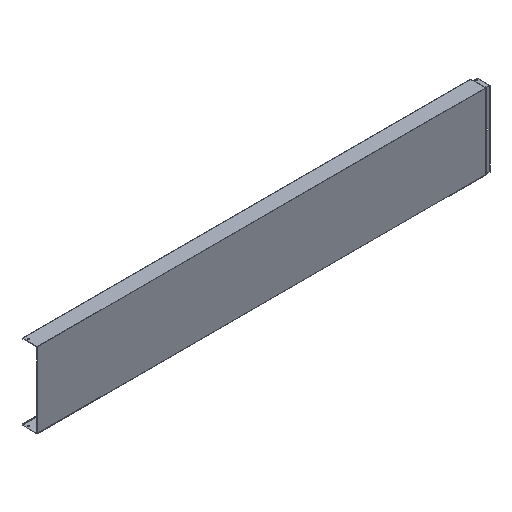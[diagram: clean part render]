
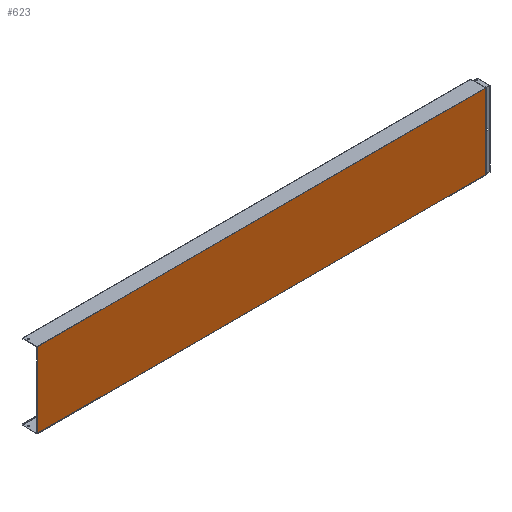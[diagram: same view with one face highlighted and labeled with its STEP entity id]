
A CAD part, isometric view. The second image highlights one B-rep face of the part: STEP entity #623.
In plain terms, the highlighted planar face has unit normal (0, -1, 0).
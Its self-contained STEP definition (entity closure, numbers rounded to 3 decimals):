
#2 = CARTESIAN_POINT ( 'NONE',  ( -2970., 0., -250. ) ) ;
#74 = LINE ( 'NONE', #551, #1355 ) ;
#77 = CARTESIAN_POINT ( 'NONE',  ( 2.857, 0., -250. ) ) ;
#159 = DIRECTION ( 'NONE',  ( 0., 0., -1. ) ) ;
#284 = AXIS2_PLACEMENT_3D ( 'NONE', #637, #1553, #801 ) ;
#285 = CARTESIAN_POINT ( 'NONE',  ( 2.857, 0., -250. ) ) ;
#307 = EDGE_LOOP ( 'NONE', ( #378, #1123, #1714, #1135 ) ) ;
#352 = VERTEX_POINT ( 'NONE', #77 ) ;
#378 = ORIENTED_EDGE ( 'NONE', *, *, #430, .F. ) ;
#392 = VERTEX_POINT ( 'NONE', #1599 ) ;
#430 = EDGE_CURVE ( 'NONE', #352, #1393, #74, .T. ) ;
#473 = FACE_OUTER_BOUND ( 'NONE', #307, .T. ) ;
#535 = VECTOR ( 'NONE', #1050, 1000. ) ;
#551 = CARTESIAN_POINT ( 'NONE',  ( 500.001, 0., -250. ) ) ;
#623 = ADVANCED_FACE ( 'NONE', ( #473 ), #1457, .T. ) ;
#624 = EDGE_CURVE ( 'NONE', #991, #1393, #919, .T. ) ;
#637 = CARTESIAN_POINT ( 'NONE',  ( -2970., 0., 250. ) ) ;
#665 = VECTOR ( 'NONE', #159, 1000. ) ;
#801 = DIRECTION ( 'NONE',  ( 0., 0., -1. ) ) ;
#830 = LINE ( 'NONE', #1403, #535 ) ;
#919 = LINE ( 'NONE', #1130, #665 ) ;
#991 = VERTEX_POINT ( 'NONE', #1052 ) ;
#1050 = DIRECTION ( 'NONE',  ( -1., 0., 0. ) ) ;
#1052 = CARTESIAN_POINT ( 'NONE',  ( -2970., 0., 250. ) ) ;
#1123 = ORIENTED_EDGE ( 'NONE', *, *, #1660, .T. ) ;
#1130 = CARTESIAN_POINT ( 'NONE',  ( -2970., 0., 250. ) ) ;
#1135 = ORIENTED_EDGE ( 'NONE', *, *, #624, .T. ) ;
#1221 = LINE ( 'NONE', #285, #1725 ) ;
#1346 = DIRECTION ( 'NONE',  ( 0., 0., 1. ) ) ;
#1355 = VECTOR ( 'NONE', #1657, 1000. ) ;
#1393 = VERTEX_POINT ( 'NONE', #2 ) ;
#1403 = CARTESIAN_POINT ( 'NONE',  ( 500.001, 0., 250. ) ) ;
#1457 = PLANE ( 'NONE',  #284 ) ;
#1475 = EDGE_CURVE ( 'NONE', #392, #991, #830, .T. ) ;
#1553 = DIRECTION ( 'NONE',  ( 0., -1., 0. ) ) ;
#1599 = CARTESIAN_POINT ( 'NONE',  ( 2.857, 0., 250. ) ) ;
#1657 = DIRECTION ( 'NONE',  ( -1., 0., 0. ) ) ;
#1660 = EDGE_CURVE ( 'NONE', #352, #392, #1221, .T. ) ;
#1714 = ORIENTED_EDGE ( 'NONE', *, *, #1475, .T. ) ;
#1725 = VECTOR ( 'NONE', #1346, 1000. ) ;
